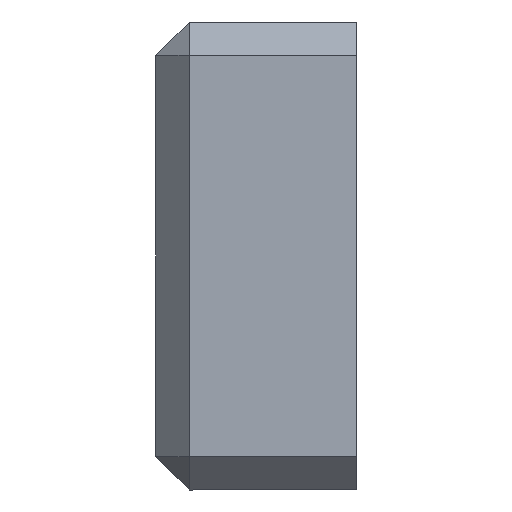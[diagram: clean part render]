
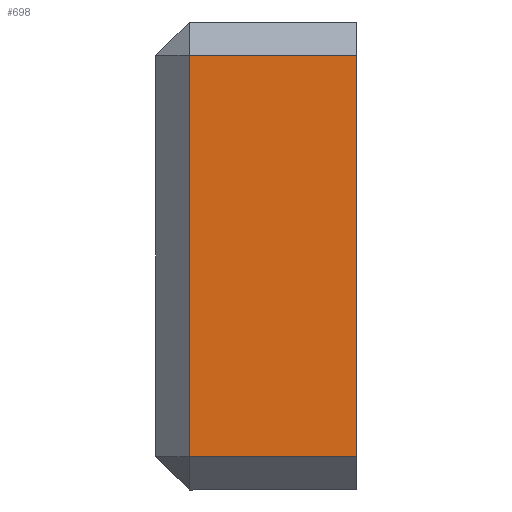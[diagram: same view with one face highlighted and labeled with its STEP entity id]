
A CAD part, left-side view. The second image highlights one B-rep face of the part: STEP entity #698.
In plain terms, the highlighted planar face has unit normal (-1, 0, 0).
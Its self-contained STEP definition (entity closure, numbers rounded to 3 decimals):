
#52=PLANE('',#775);
#94=FACE_OUTER_BOUND('',#141,.T.);
#141=EDGE_LOOP('',(#644,#645,#646,#647));
#163=LINE('',#1050,#236);
#181=LINE('',#1086,#254);
#195=LINE('',#1112,#268);
#201=LINE('',#1122,#274);
#236=VECTOR('',#847,10.);
#254=VECTOR('',#875,10.);
#268=VECTOR('',#899,10.);
#274=VECTOR('',#909,10.);
#334=VERTEX_POINT('',#1047);
#335=VERTEX_POINT('',#1049);
#348=VERTEX_POINT('',#1082);
#353=VERTEX_POINT('',#1104);
#399=EDGE_CURVE('',#334,#335,#163,.T.);
#417=EDGE_CURVE('',#335,#348,#181,.T.);
#431=EDGE_CURVE('',#353,#334,#195,.T.);
#437=EDGE_CURVE('',#348,#353,#201,.T.);
#644=ORIENTED_EDGE('',*,*,#417,.F.);
#645=ORIENTED_EDGE('',*,*,#399,.F.);
#646=ORIENTED_EDGE('',*,*,#431,.F.);
#647=ORIENTED_EDGE('',*,*,#437,.F.);
#698=ADVANCED_FACE('',(#94),#52,.T.);
#775=AXIS2_PLACEMENT_3D('',#1170,#975,#976);
#847=DIRECTION('',(0.,0.,-1.));
#875=DIRECTION('',(0.,1.,0.));
#899=DIRECTION('',(0.,-1.,0.));
#909=DIRECTION('',(0.,0.,1.));
#975=DIRECTION('center_axis',(-1.,0.,0.));
#976=DIRECTION('ref_axis',(0.,0.,1.));
#1047=CARTESIAN_POINT('',(-253.893,296.333,96.261));
#1049=CARTESIAN_POINT('',(-253.893,296.333,36.261));
#1050=CARTESIAN_POINT('',(-253.893,296.333,101.261));
#1082=CARTESIAN_POINT('',(-253.893,321.333,36.261));
#1086=CARTESIAN_POINT('',(-253.893,321.333,36.261));
#1104=CARTESIAN_POINT('',(-253.893,321.333,96.261));
#1112=CARTESIAN_POINT('',(-253.893,321.333,96.261));
#1122=CARTESIAN_POINT('',(-253.893,321.333,48.761));
#1170=CARTESIAN_POINT('Origin',(-253.893,321.333,31.261));
